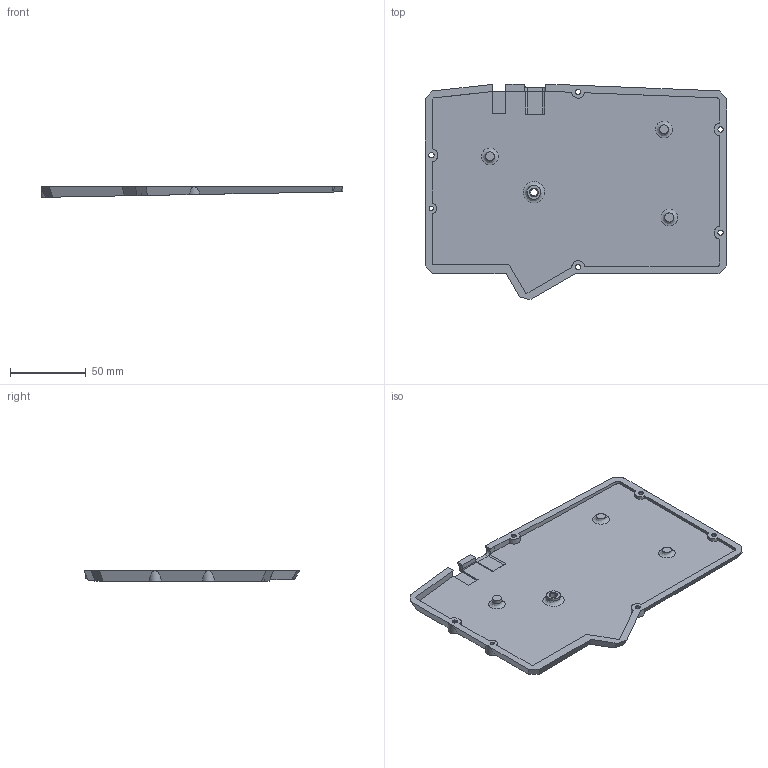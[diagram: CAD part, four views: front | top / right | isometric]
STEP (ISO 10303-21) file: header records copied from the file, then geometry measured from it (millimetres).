
FILE_DESCRIPTION(/* description */ ('','CAx-IF Rec.Pracs.---Representation and Presentation of Product Manufacturing Information (PMI)---4.0---2014-10-13'),/* implementation_level */ '2;1');
FILE_NAME(/* name */ 'Bottom.step',/* time_stamp */ '2024-12-21T20:02:54+01:00',/* author */ (''),/* organization */ (''),/* preprocessor_version */ 'ST-DEVELOPER v20',/* originating_system */ 'Autodesk Translation Framework v13.20.0.188',/* authorisation */ '');
FILE_SCHEMA (('AP242_MANAGED_MODEL_BASED_3D_ENGINEERING_MIM_LF { 1 0 10303 442 1 1 4 }'));
Length unit declared in the file: millimetre
Products named in the file (1): Bottom
Bounding box: 199 x 141.91 x 7.05 mm (x, y, z)
Volume: 44636.5 mm3; surface area: 55305.4 mm2
Topology: 2 solids, 2 shells, 212 faces, 569 edges, 352 vertices
Faces by surface type: plane 159, cylinder 40, bspline 12, cone 1
Full cylindrical faces by diameter (mm): 2.8 x1, 3.5 x5, 4.6 x1, 5.5 x5, 6 x3, 9 x1
Entity records: 6944 total; most frequent: CARTESIAN_POINT 1498, ORIENTED_EDGE 1138, DIRECTION 1126, EDGE_CURVE 569, LINE 414, VECTOR 414, AXIS2_PLACEMENT_3D 356, VERTEX_POINT 352
